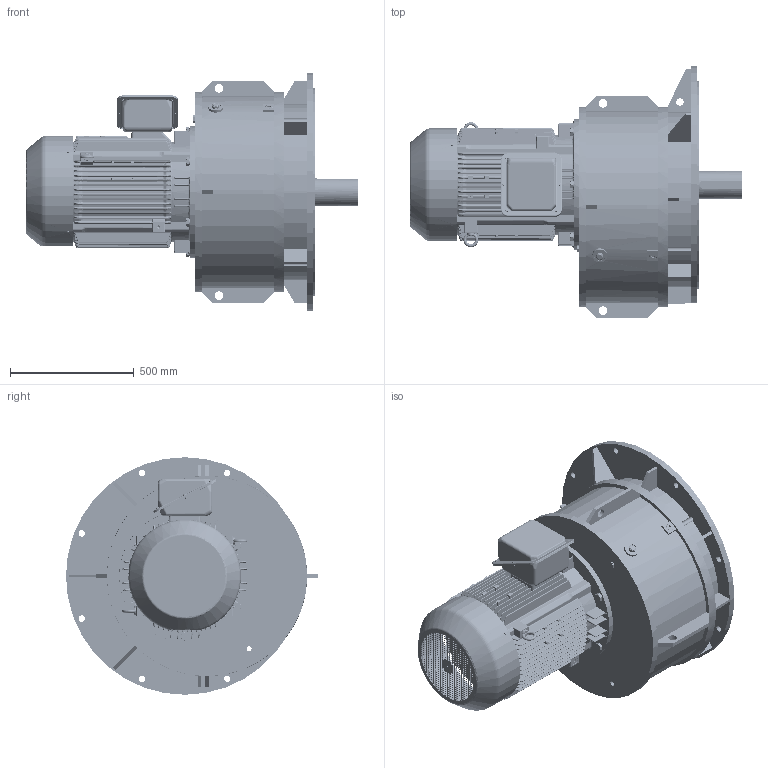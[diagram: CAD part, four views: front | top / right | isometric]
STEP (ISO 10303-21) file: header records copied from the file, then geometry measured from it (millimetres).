
FILE_DESCRIPTION (( 'STEP AP214' ), '1' );
FILE_NAME ('EK2DO07225H008_FVM_55kW_R30_CUSTOMER.stp', '2022-06-27T05:56:23', ( 'Windows 餌辨濠' ), ( '' ), 'SwSTEP 2.0', 'SolidWorks 2021', '' );
FILE_SCHEMA (( 'AUTOMOTIVE_DESIGN' ));
Length unit declared in the file: millimetre
Products named in the file (1): EK2DO07225H008_FVM_55kW_R30_CUSTOMER
Bounding box: 1342 x 1019 x 960 mm (x, y, z)
Volume: 279443282.2 mm3; surface area: 8979588.7 mm2
Topology: 51 solids, 51 shells, 8306 faces, 21810 edges, 13631 vertices
Faces by surface type: plane 4308, cylinder 1647, bspline 1590, cone 381, torus 312, sphere 68
Full cylindrical faces by diameter (mm): 1.5 x1, 2.6 x12, 3 x1, 5 x6, 6 x11, 7 x12, 8 x6, 8.376 x4, 9 x1, 10.106 x30, 11 x4, 12 x24, 13 x2, 13.835 x4, 14 x14, 16 x3, 16.6 x10, 17.294 x26, 18 x1, 20 x12, 20.376 x2, 22 x13, 26 x9, 27 x1, 27.7 x12, 28 x1, 30 x3, 30.291 x2, 32 x4, 35 x4
Entity records: 393033 total; most frequent: CARTESIAN_POINT 109418, ORIENTED_EDGE 42278, DIRECTION 34973, EDGE_CURVE 21139, VERTEX_POINT 13422, LINE 13031, VECTOR 13031, AXIS2_PLACEMENT_3D 10971
